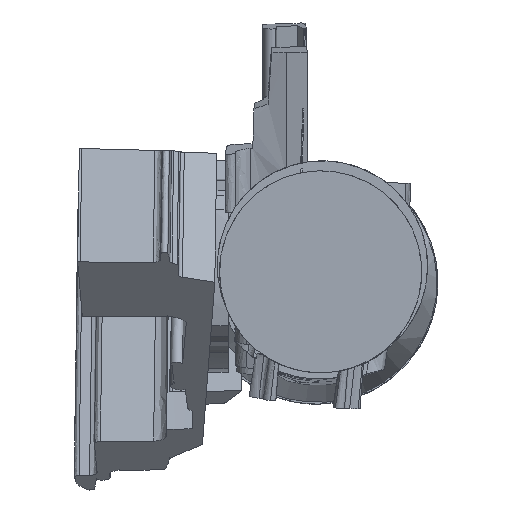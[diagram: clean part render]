
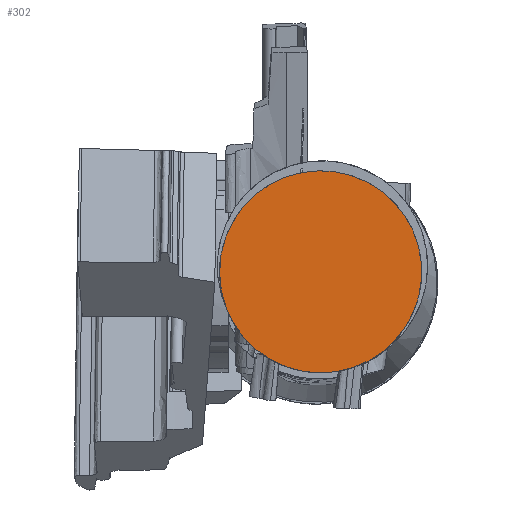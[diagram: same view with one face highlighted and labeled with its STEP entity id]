
A CAD part, left-side view. The second image highlights one B-rep face of the part: STEP entity #302.
In plain terms, the highlighted free-form (B-spline) face has degree [1, 1] with [2, 2] control points.
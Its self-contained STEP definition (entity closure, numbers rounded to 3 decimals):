
#302=ADVANCED_FACE('',(#824),#825,.F.);
#824=FACE_OUTER_BOUND('',#3494,.T.);
#825=B_SPLINE_SURFACE_WITH_KNOTS('',1,1,((#3495,#3496),(#3497,#3498)),.UNSPECIFIED.,.F.,.F.,.F.,(2,2),(2,2),(0.0,1.0),(0.0,1.0),.UNSPECIFIED.);
#3494=EDGE_LOOP('',(#5087));
#3495=CARTESIAN_POINT('',(-59.7,-25.601,-24.633));
#3496=CARTESIAN_POINT('',(-59.7,-25.601,11.192));
#3497=CARTESIAN_POINT('',(-59.7,10.224,-24.633));
#3498=CARTESIAN_POINT('',(-59.7,10.224,11.192));
#5087=ORIENTED_EDGE('',*,*,#5181,.F.);
#5181=EDGE_CURVE('',#6021,#6021,#6022,.T.);
#6021=VERTEX_POINT('',#7658);
#6022=CIRCLE('',#7659,17.7);
#7658=CARTESIAN_POINT('',(-59.7,-7.689,-24.42));
#7659=AXIS2_PLACEMENT_3D('',#9731,#9732,#9733);
#9731=CARTESIAN_POINT('',(-59.7,-7.689,-6.72));
#9732=DIRECTION('',(1.0,0.0,0.0));
#9733=DIRECTION('',(0.0,0.0,-1.0));
